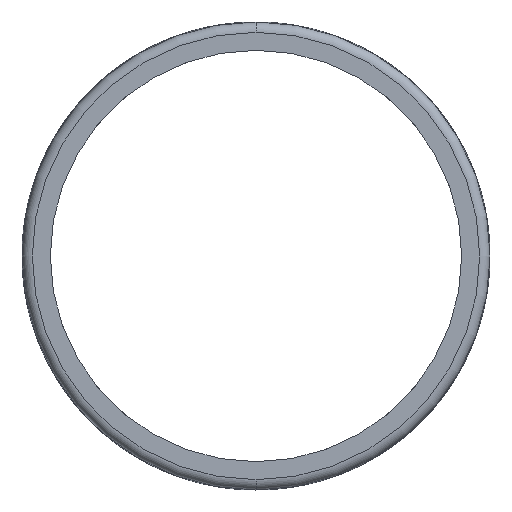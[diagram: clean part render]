
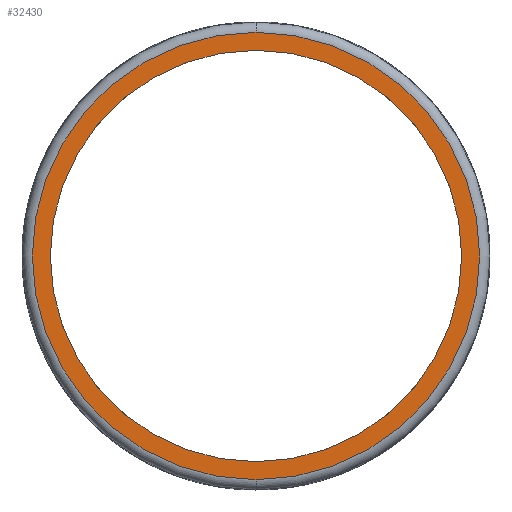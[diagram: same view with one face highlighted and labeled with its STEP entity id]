
A CAD part, front view. The second image highlights one B-rep face of the part: STEP entity #32430.
In plain terms, the highlighted planar face has unit normal (0, -1, 0).
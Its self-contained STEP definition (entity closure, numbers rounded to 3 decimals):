
#354 = FACE_BOUND ( 'NONE', #20988, .T. ) ;
#1203 = FACE_OUTER_BOUND ( 'NONE', #19032, .T. ) ;
#2016 = DIRECTION ( 'NONE',  ( 0., 1., 0. ) ) ;
#2718 = DIRECTION ( 'NONE',  ( 0., 1., 0. ) ) ;
#2764 = CARTESIAN_POINT ( 'NONE',  ( 0., -32., 20. ) ) ;
#4540 = CARTESIAN_POINT ( 'NONE',  ( 0., -32., 0. ) ) ;
#5044 = ORIENTED_EDGE ( 'NONE', *, *, #28363, .T. ) ;
#5461 = ORIENTED_EDGE ( 'NONE', *, *, #17794, .F. ) ;
#5697 = VERTEX_POINT ( 'NONE', #29548 ) ;
#7349 = CIRCLE ( 'NONE', #13186, 20. ) ;
#8135 = CARTESIAN_POINT ( 'NONE',  ( 20., -32., 0. ) ) ;
#8501 = VERTEX_POINT ( 'NONE', #8679 ) ;
#8507 = VERTEX_POINT ( 'NONE', #2764 ) ;
#8679 = CARTESIAN_POINT ( 'NONE',  ( 0., -32., 21.75 ) ) ;
#9007 = ORIENTED_EDGE ( 'NONE', *, *, #12911, .F. ) ;
#9967 = DIRECTION ( 'NONE',  ( 0., 0., 1. ) ) ;
#9981 = CARTESIAN_POINT ( 'NONE',  ( 0., -32., 0. ) ) ;
#10009 = AXIS2_PLACEMENT_3D ( 'NONE', #8135, #2718, #13429 ) ;
#10328 = DIRECTION ( 'NONE',  ( 0., 0., 1. ) ) ;
#11554 = VERTEX_POINT ( 'NONE', #14388 ) ;
#12068 = CIRCLE ( 'NONE', #12296, 20. ) ;
#12296 = AXIS2_PLACEMENT_3D ( 'NONE', #9981, #19248, #16371 ) ;
#12911 = EDGE_CURVE ( 'NONE', #8501, #11554, #22259, .T. ) ;
#12990 = DIRECTION ( 'NONE',  ( 0., 1., 0. ) ) ;
#13186 = AXIS2_PLACEMENT_3D ( 'NONE', #18373, #12990, #10328 ) ;
#13429 = DIRECTION ( 'NONE',  ( 0., 0., 1. ) ) ;
#13543 = AXIS2_PLACEMENT_3D ( 'NONE', #34690, #20648, #18230 ) ;
#13745 = ORIENTED_EDGE ( 'NONE', *, *, #26560, .T. ) ;
#14388 = CARTESIAN_POINT ( 'NONE',  ( 0., -32., -21.75 ) ) ;
#16371 = DIRECTION ( 'NONE',  ( 0., 0., 1. ) ) ;
#17794 = EDGE_CURVE ( 'NONE', #11554, #8501, #17834, .T. ) ;
#17834 = CIRCLE ( 'NONE', #13543, 21.75 ) ;
#18230 = DIRECTION ( 'NONE',  ( 0., 0., 1. ) ) ;
#18373 = CARTESIAN_POINT ( 'NONE',  ( 0., -32., 0. ) ) ;
#19032 = EDGE_LOOP ( 'NONE', ( #9007, #5461 ) ) ;
#19248 = DIRECTION ( 'NONE',  ( 0., 1., 0. ) ) ;
#20648 = DIRECTION ( 'NONE',  ( 0., 1., 0. ) ) ;
#20988 = EDGE_LOOP ( 'NONE', ( #5044, #13745 ) ) ;
#22259 = CIRCLE ( 'NONE', #32122, 21.75 ) ;
#24822 = PLANE ( 'NONE',  #10009 ) ;
#26560 = EDGE_CURVE ( 'NONE', #5697, #8507, #7349, .T. ) ;
#28363 = EDGE_CURVE ( 'NONE', #8507, #5697, #12068, .T. ) ;
#29548 = CARTESIAN_POINT ( 'NONE',  ( 0., -32., -20. ) ) ;
#32122 = AXIS2_PLACEMENT_3D ( 'NONE', #4540, #2016, #9967 ) ;
#32430 = ADVANCED_FACE ( 'NONE', ( #1203, #354 ), #24822, .F. ) ;
#34690 = CARTESIAN_POINT ( 'NONE',  ( 0., -32., 0. ) ) ;
